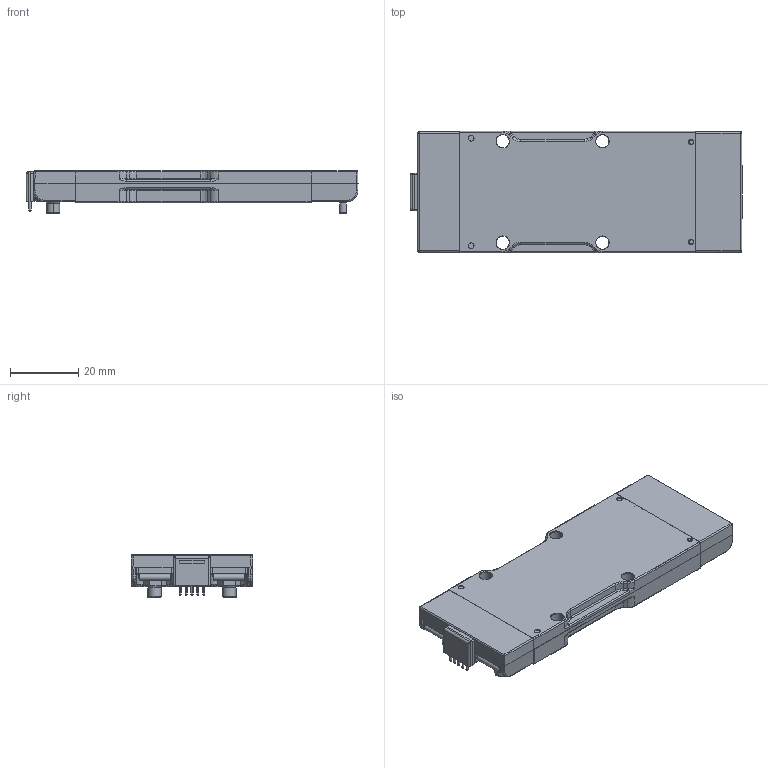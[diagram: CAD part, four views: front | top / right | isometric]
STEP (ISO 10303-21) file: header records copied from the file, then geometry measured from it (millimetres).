
FILE_DESCRIPTION (( 'STEP AP214' ), '1' );
FILE_NAME ('VIA_3714_shortpin WENSITE VERSION.STEP', '2020-11-16T21:05:46', ( '' ), ( '' ), 'SwSTEP 2.0', 'SolidWorks 2017', '' );
FILE_SCHEMA (( 'AUTOMOTIVE_DESIGN' ));
Length unit declared in the file: millimetre
Products named in the file (1): VIA_3714_shortpin WENSITE VERSION
Bounding box: 97.33 x 35.54 x 12.6 mm (x, y, z)
Surface area: 23502.6 mm2
Topology: 33 solids, 40 shells, 1546 faces, 4074 edges, 2645 vertices
Faces by surface type: cylinder 607, plane 555, bspline 222, cone 162
Entity records: 93994 total; most frequent: CARTESIAN_POINT 40907, ORIENTED_EDGE 8148, DIRECTION 6615, EDGE_CURVE 4074, VERTEX_POINT 2645, AXIS2_PLACEMENT_3D 2321, LINE 1973, VECTOR 1973
